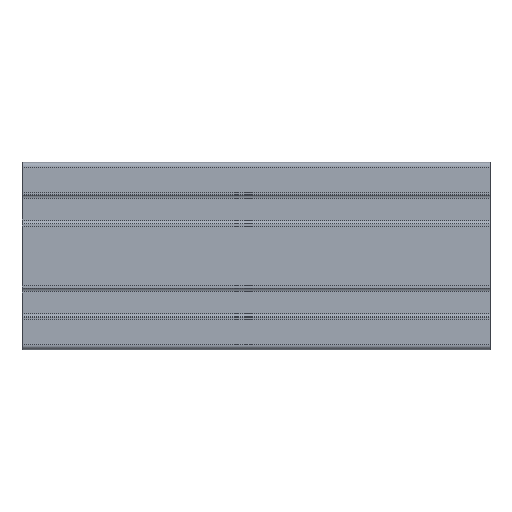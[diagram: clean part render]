
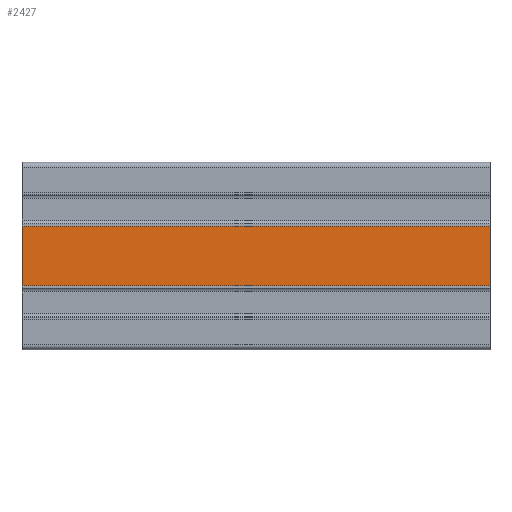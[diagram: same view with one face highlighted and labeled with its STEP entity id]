
A CAD part, left-side view. The second image highlights one B-rep face of the part: STEP entity #2427.
In plain terms, the highlighted planar face has unit normal (-1, 0, 0).
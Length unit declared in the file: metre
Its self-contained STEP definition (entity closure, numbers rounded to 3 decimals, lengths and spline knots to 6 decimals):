
#235=FACE_OUTER_BOUND('',#355,.T.);
#355=EDGE_LOOP('',(#1953,#1954,#1955,#1956));
#639=LINE('',#3975,#921);
#640=LINE('',#3978,#922);
#641=LINE('',#3980,#923);
#642=LINE('',#3981,#924);
#921=VECTOR('',#3250,0.1);
#922=VECTOR('',#3253,0.0128);
#923=VECTOR('',#3254,0.0128);
#924=VECTOR('',#3255,0.1);
#1159=VERTEX_POINT('',#3971);
#1160=VERTEX_POINT('',#3973);
#1161=VERTEX_POINT('',#3977);
#1162=VERTEX_POINT('',#3979);
#1497=EDGE_CURVE('',#1160,#1159,#639,.T.);
#1498=EDGE_CURVE('',#1161,#1159,#640,.T.);
#1499=EDGE_CURVE('',#1162,#1160,#641,.T.);
#1500=EDGE_CURVE('',#1162,#1161,#642,.T.);
#1953=ORIENTED_EDGE('',*,*,#1498,.T.);
#1954=ORIENTED_EDGE('',*,*,#1497,.F.);
#1955=ORIENTED_EDGE('',*,*,#1499,.F.);
#1956=ORIENTED_EDGE('',*,*,#1500,.T.);
#2314=PLANE('',#2628);
#2427=ADVANCED_FACE('',(#235),#2314,.F.);
#2628=AXIS2_PLACEMENT_3D('',#3976,#3251,#3252);
#3250=DIRECTION('',(0.,1.,0.));
#3251=DIRECTION('center_axis',(1.,0.,0.));
#3252=DIRECTION('ref_axis',(0.,0.,-1.));
#3253=DIRECTION('',(0.,0.,-1.));
#3254=DIRECTION('',(0.,0.,-1.));
#3255=DIRECTION('',(0.,1.,0.));
#3971=CARTESIAN_POINT('',(0.010361,0.120687,0.094873));
#3973=CARTESIAN_POINT('',(0.010361,0.020687,0.094873));
#3975=CARTESIAN_POINT('',(0.010361,0.020687,0.094873));
#3976=CARTESIAN_POINT('Origin',(0.010361,-0.879313,0.094873));
#3977=CARTESIAN_POINT('',(0.010361,0.120687,0.107673));
#3978=CARTESIAN_POINT('',(0.010361,0.120687,0.107673));
#3979=CARTESIAN_POINT('',(0.010361,0.020687,0.107673));
#3980=CARTESIAN_POINT('',(0.010361,0.020687,0.107673));
#3981=CARTESIAN_POINT('',(0.010361,0.020687,0.107673));
